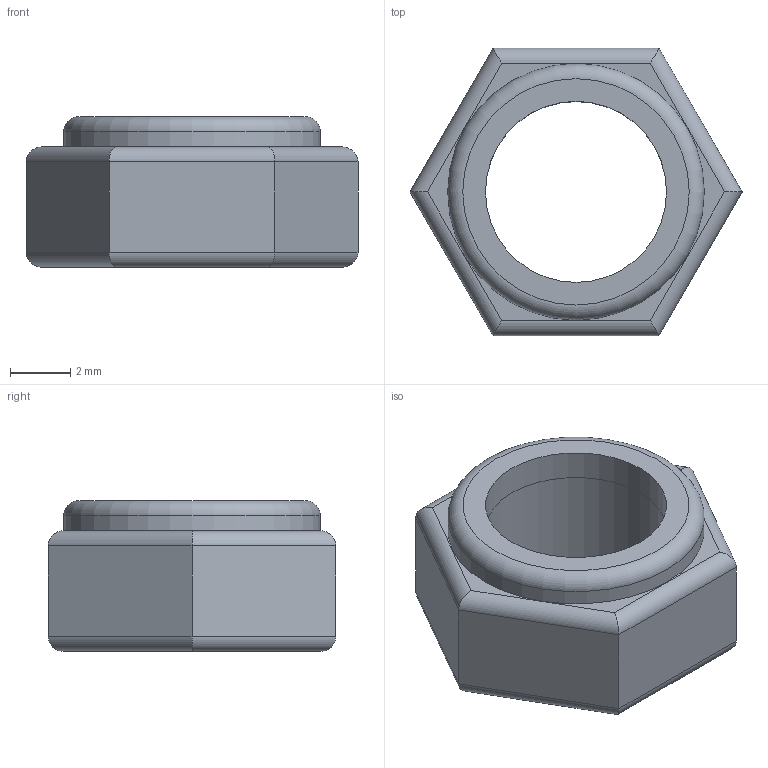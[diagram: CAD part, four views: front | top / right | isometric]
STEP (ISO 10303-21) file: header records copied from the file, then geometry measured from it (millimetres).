
FILE_DESCRIPTION(('FreeCAD Model'),'2;1');
FILE_NAME('Open CASCADE Shape Model','2021-04-25T23:17:24',('Author'),( ''),'Open CASCADE STEP processor 7.4','FreeCAD','Unknown');
FILE_SCHEMA(('AUTOMOTIVE_DESIGN { 1 0 10303 214 1 1 1 1 }'));
Length unit declared in the file: millimetre
Products named in the file (1): M6_locknut
Bounding box: 11 x 9.53 x 5 mm (x, y, z)
Volume: 224.9 mm3; surface area: 333.3 mm2
Topology: 1 solids, 1 shells, 25 faces, 52 edges, 30 vertices
Faces by surface type: cylinder 15, plane 9, torus 1
Full cylindrical faces by diameter (mm): 6 x2, 8.5 x1
Entity records: 1458 total; most frequent: CARTESIAN_POINT 363, DIRECTION 203, LINE 109, VECTOR 109, ORIENTED_EDGE 104, PCURVE 104, DEFINITIONAL_REPRESENTATION 104, EDGE_CURVE 52
